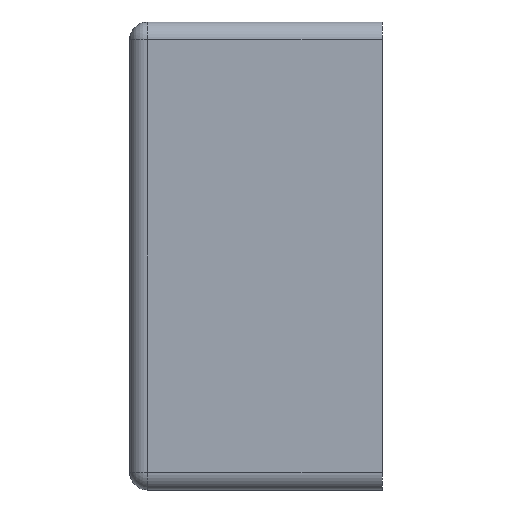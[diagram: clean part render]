
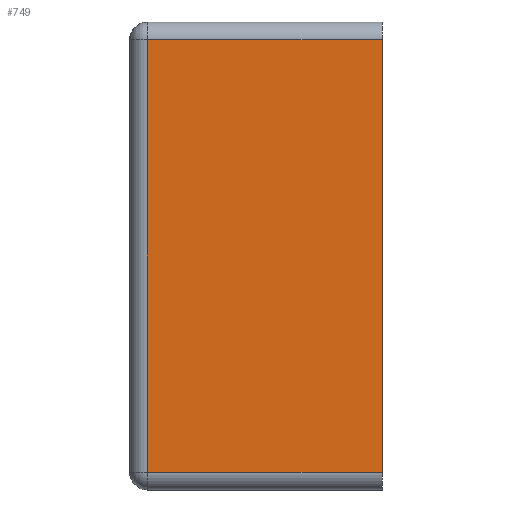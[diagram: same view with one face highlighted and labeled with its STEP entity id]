
A CAD part, left-side view. The second image highlights one B-rep face of the part: STEP entity #749.
In plain terms, the highlighted planar face has unit normal (-1, 0, 0).
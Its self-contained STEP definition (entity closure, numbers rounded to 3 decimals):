
#26 = EDGE_CURVE ( 'NONE', #911, #555, #1313, .T. ) ;
#32 = VECTOR ( 'NONE', #1304, 1000. ) ;
#59 = LINE ( 'NONE', #1048, #1121 ) ;
#155 = DIRECTION ( 'NONE',  ( 0., 0., -1. ) ) ;
#278 = CARTESIAN_POINT ( 'NONE',  ( -44., 2.5, -26.4 ) ) ;
#429 = ORIENTED_EDGE ( 'NONE', *, *, #26, .T. ) ;
#468 = CARTESIAN_POINT ( 'NONE',  ( -44., 2.5, 24.4 ) ) ;
#498 = CARTESIAN_POINT ( 'NONE',  ( -44., -24., 26.4 ) ) ;
#499 = AXIS2_PLACEMENT_3D ( 'NONE', #895, #771, #155 ) ;
#503 = PLANE ( 'NONE',  #499 ) ;
#515 = LINE ( 'NONE', #498, #1318 ) ;
#555 = VERTEX_POINT ( 'NONE', #1602 ) ;
#559 = VERTEX_POINT ( 'NONE', #468 ) ;
#598 = CARTESIAN_POINT ( 'NONE',  ( -44., 2.5, -24.4 ) ) ;
#642 = FACE_OUTER_BOUND ( 'NONE', #1502, .T. ) ;
#658 = ORIENTED_EDGE ( 'NONE', *, *, #1089, .T. ) ;
#678 = ORIENTED_EDGE ( 'NONE', *, *, #1560, .T. ) ;
#702 = VERTEX_POINT ( 'NONE', #1280 ) ;
#749 = ADVANCED_FACE ( 'NONE', ( #642 ), #503, .F. ) ;
#771 = DIRECTION ( 'NONE',  ( 1., 0., 0. ) ) ;
#797 = LINE ( 'NONE', #278, #1211 ) ;
#895 = CARTESIAN_POINT ( 'NONE',  ( -44., 4.5, -26.4 ) ) ;
#911 = VERTEX_POINT ( 'NONE', #598 ) ;
#1019 = DIRECTION ( 'NONE',  ( 0., 1., 0. ) ) ;
#1048 = CARTESIAN_POINT ( 'NONE',  ( -44., 4.5, 24.4 ) ) ;
#1052 = EDGE_CURVE ( 'NONE', #702, #555, #515, .T. ) ;
#1089 = EDGE_CURVE ( 'NONE', #559, #911, #797, .T. ) ;
#1121 = VECTOR ( 'NONE', #1019, 1000. ) ;
#1140 = DIRECTION ( 'NONE',  ( 0., 0., -1. ) ) ;
#1196 = ORIENTED_EDGE ( 'NONE', *, *, #1052, .F. ) ;
#1211 = VECTOR ( 'NONE', #1296, 1000. ) ;
#1280 = CARTESIAN_POINT ( 'NONE',  ( -44., -24., 24.4 ) ) ;
#1296 = DIRECTION ( 'NONE',  ( 0., 0., -1. ) ) ;
#1304 = DIRECTION ( 'NONE',  ( 0., -1., 0. ) ) ;
#1313 = LINE ( 'NONE', #1425, #32 ) ;
#1318 = VECTOR ( 'NONE', #1140, 1000. ) ;
#1425 = CARTESIAN_POINT ( 'NONE',  ( -44., 4.5, -24.4 ) ) ;
#1502 = EDGE_LOOP ( 'NONE', ( #658, #429, #1196, #678 ) ) ;
#1560 = EDGE_CURVE ( 'NONE', #702, #559, #59, .T. ) ;
#1602 = CARTESIAN_POINT ( 'NONE',  ( -44., -24., -24.4 ) ) ;
